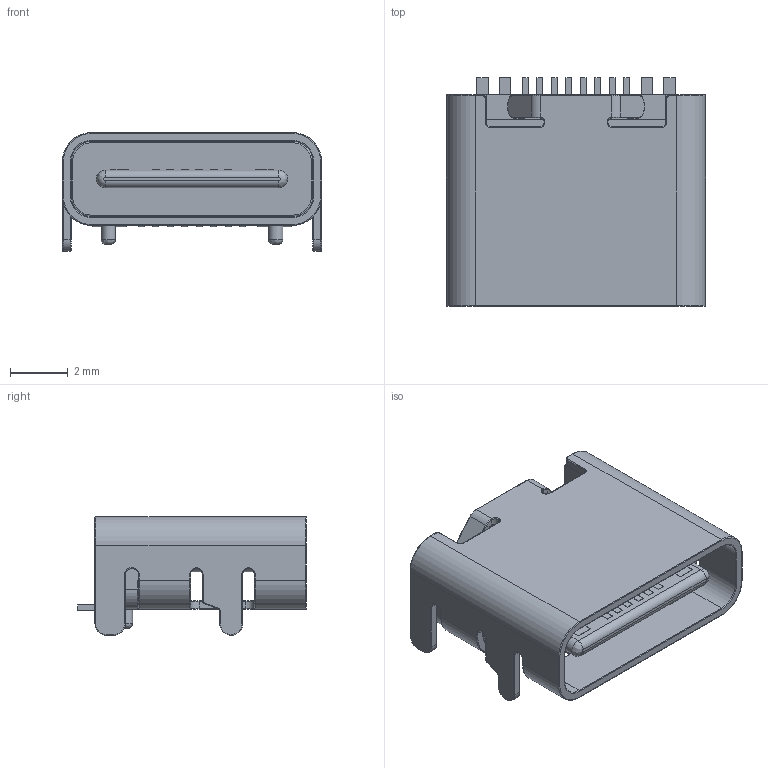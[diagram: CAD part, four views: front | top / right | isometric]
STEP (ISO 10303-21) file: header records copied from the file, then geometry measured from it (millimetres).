
FILE_DESCRIPTION (( 'STEP AP214' ), '1' );
FILE_NAME ('TypeC_16pin.STEP', '2023-04-22T16:59:03', ( '' ), ( '' ), 'SwSTEP 2.0', 'SolidWorks 2022', '' );
FILE_SCHEMA (( 'AUTOMOTIVE_DESIGN' ));
Length unit declared in the file: millimetre
Products named in the file (5): USBC1^3D_PCB1_2023-04-23(2)_3D_PCB1_2023-04-23; USB-C_SMD-TYPE-C-31-M-12^USBC1_3D_PCB1_2023-04-23(2)_3D_PCB1_2023-04-23; TypeC_16pin; 3D_PCB1_2023-04-23(2)^3D_PCB1_2023-04-23; COMPOUND^USB-C_SMD-TYPE-C-31-M-12_USBC1_3D_PCB1_2023-04-23(2)_3D_PCB1_2023-04-23
Assembly tree (4 placements, depth 5):
  TypeC_16pin
    3D_PCB1_2023-04-23(2)^3D_PCB1_2023-04-23
      USBC1^3D_PCB1_2023-04-23(2)_3D_PCB1_2023-04-23
        USB-C_SMD-TYPE-C-31-M-12^USBC1_3D_PCB1_2023-04-23(2)_3D_PCB1_2023-04-23
          COMPOUND^USB-C_SMD-TYPE-C-31-M-12_USBC1_3D_PCB1_2023-04-23(2)_3D_PCB1_2023-04-23
Bounding box: 8.94 x 7.9 x 4.1 mm (x, y, z)
Volume: 125.9 mm3; surface area: 381.9 mm2
Topology: 1 solids, 1 shells, 588 faces, 1419 edges, 856 vertices
Faces by surface type: plane 269, cylinder 179, torus 116, bspline 24
Entity records: 20865 total; most frequent: CARTESIAN_POINT 3901, DIRECTION 3041, ORIENTED_EDGE 2838, EDGE_CURVE 1419, AXIS2_PLACEMENT_3D 1084, VECTOR 873, LINE 873, VERTEX_POINT 856
